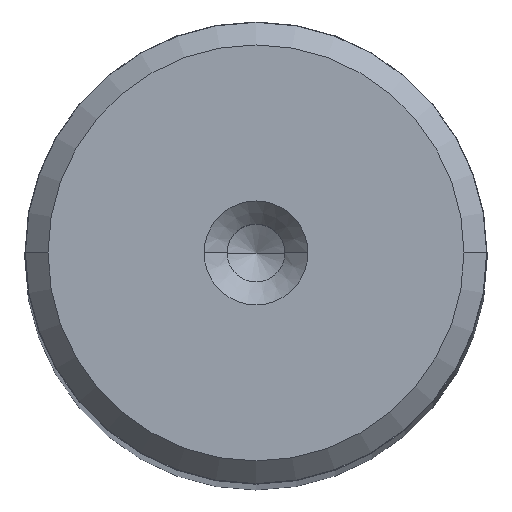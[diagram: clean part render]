
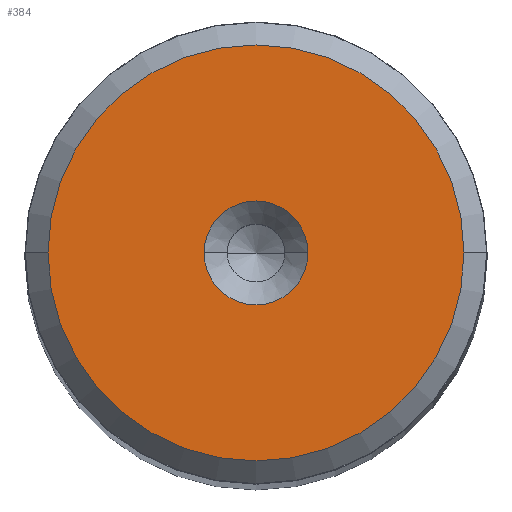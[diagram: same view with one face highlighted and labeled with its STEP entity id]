
A CAD part, top view. The second image highlights one B-rep face of the part: STEP entity #384.
In plain terms, the highlighted planar face has unit normal (0, 0, 1).
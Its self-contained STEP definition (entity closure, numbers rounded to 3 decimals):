
#14 = PLANE ( 'NONE',  #2613 ) ;
#24 = EDGE_CURVE ( 'NONE', #2600, #916, #2318, .T. ) ;
#27 = FACE_BOUND ( 'NONE', #660, .T. ) ;
#50 = AXIS2_PLACEMENT_3D ( 'NONE', #2243, #2629, #1010 ) ;
#251 = DIRECTION ( 'NONE',  ( 1., 0., 0. ) ) ;
#259 = EDGE_CURVE ( 'NONE', #916, #2600, #573, .T. ) ;
#384 = ADVANCED_FACE ( 'NONE', ( #27, #1998 ), #14, .T. ) ;
#449 = DIRECTION ( 'NONE',  ( 1., 0., 0. ) ) ;
#464 = DIRECTION ( 'NONE',  ( 0., 0., 1. ) ) ;
#480 = CARTESIAN_POINT ( 'NONE',  ( -2.25, 0., 150. ) ) ;
#516 = EDGE_CURVE ( 'NONE', #958, #568, #724, .T. ) ;
#568 = VERTEX_POINT ( 'NONE', #868 ) ;
#573 = CIRCLE ( 'NONE', #50, 2.25 ) ;
#635 = ORIENTED_EDGE ( 'NONE', *, *, #2563, .T. ) ;
#660 = EDGE_LOOP ( 'NONE', ( #1121, #1974 ) ) ;
#667 = DIRECTION ( 'NONE',  ( 1., 0., 0. ) ) ;
#724 = CIRCLE ( 'NONE', #2503, 9.009 ) ;
#734 = AXIS2_PLACEMENT_3D ( 'NONE', #1039, #2461, #1654 ) ;
#868 = CARTESIAN_POINT ( 'NONE',  ( -9.009, 0., 150. ) ) ;
#916 = VERTEX_POINT ( 'NONE', #1129 ) ;
#935 = ORIENTED_EDGE ( 'NONE', *, *, #516, .T. ) ;
#958 = VERTEX_POINT ( 'NONE', #1522 ) ;
#1010 = DIRECTION ( 'NONE',  ( 1., 0., 0. ) ) ;
#1039 = CARTESIAN_POINT ( 'NONE',  ( 0., 0., 150. ) ) ;
#1121 = ORIENTED_EDGE ( 'NONE', *, *, #259, .F. ) ;
#1129 = CARTESIAN_POINT ( 'NONE',  ( 2.25, 0., 150. ) ) ;
#1238 = CARTESIAN_POINT ( 'NONE',  ( 0., 0., 150. ) ) ;
#1386 = AXIS2_PLACEMENT_3D ( 'NONE', #2300, #464, #251 ) ;
#1510 = CIRCLE ( 'NONE', #1386, 9.009 ) ;
#1522 = CARTESIAN_POINT ( 'NONE',  ( 9.009, 0., 150. ) ) ;
#1652 = DIRECTION ( 'NONE',  ( 0., 0., 1. ) ) ;
#1654 = DIRECTION ( 'NONE',  ( 1., 0., 0. ) ) ;
#1692 = CARTESIAN_POINT ( 'NONE',  ( 0., 0., 150. ) ) ;
#1857 = EDGE_LOOP ( 'NONE', ( #635, #935 ) ) ;
#1974 = ORIENTED_EDGE ( 'NONE', *, *, #24, .F. ) ;
#1998 = FACE_OUTER_BOUND ( 'NONE', #1857, .T. ) ;
#2243 = CARTESIAN_POINT ( 'NONE',  ( 0., 0., 150. ) ) ;
#2300 = CARTESIAN_POINT ( 'NONE',  ( 0., 0., 150. ) ) ;
#2318 = CIRCLE ( 'NONE', #734, 2.25 ) ;
#2435 = DIRECTION ( 'NONE',  ( 0., 0., 1. ) ) ;
#2461 = DIRECTION ( 'NONE',  ( 0., 0., 1. ) ) ;
#2503 = AXIS2_PLACEMENT_3D ( 'NONE', #1692, #2435, #667 ) ;
#2563 = EDGE_CURVE ( 'NONE', #568, #958, #1510, .T. ) ;
#2600 = VERTEX_POINT ( 'NONE', #480 ) ;
#2613 = AXIS2_PLACEMENT_3D ( 'NONE', #1238, #1652, #449 ) ;
#2629 = DIRECTION ( 'NONE',  ( 0., 0., 1. ) ) ;
